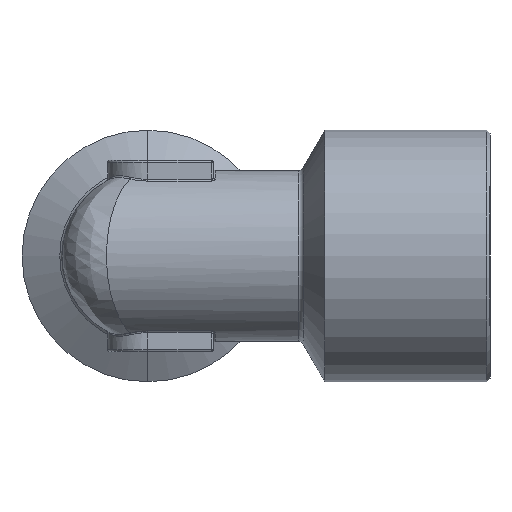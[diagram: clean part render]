
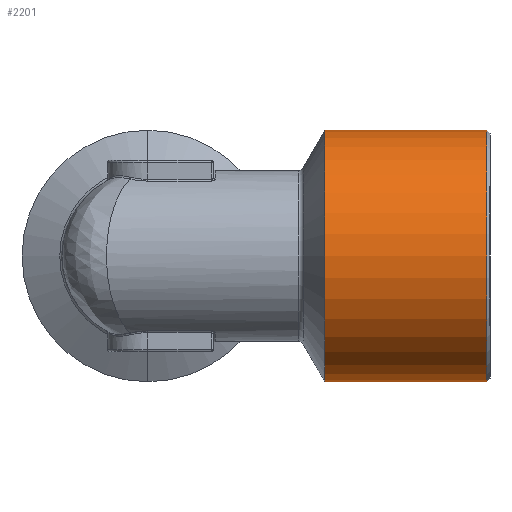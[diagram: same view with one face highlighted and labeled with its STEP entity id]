
A CAD part, left-side view. The second image highlights one B-rep face of the part: STEP entity #2201.
In plain terms, the highlighted cylindrical face has radius 12.5 mm (diameter 25 mm), a partial arc.
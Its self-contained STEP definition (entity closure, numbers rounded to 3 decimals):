
#67 = EDGE_CURVE ( 'NONE', #794, #793, #2754, .T. ) ;
#70 = EDGE_CURVE ( 'NONE', #798, #795, #2755, .T. ) ;
#506 = ORIENTED_EDGE ( 'NONE', *, *, #3803, .F. ) ;
#507 = ORIENTED_EDGE ( 'NONE', *, *, #67, .T. ) ;
#508 = ORIENTED_EDGE ( 'NONE', *, *, #3793, .T. ) ;
#509 = ORIENTED_EDGE ( 'NONE', *, *, #70, .T. ) ;
#793 = VERTEX_POINT ( 'NONE', #1888 ) ;
#794 = VERTEX_POINT ( 'NONE', #1887 ) ;
#795 = VERTEX_POINT ( 'NONE', #1886 ) ;
#798 = VERTEX_POINT ( 'NONE', #1883 ) ;
#1033 = EDGE_LOOP ( 'NONE', ( #506, #507, #508, #509 ) ) ;
#1213 = VECTOR ( 'NONE', #1479, 1000. ) ;
#1217 = VECTOR ( 'NONE', #1446, 1000. ) ;
#1437 = CARTESIAN_POINT ( 'NONE',  ( 0., 0., 12.5 ) ) ;
#1441 = LINE ( 'NONE', #1437, #1217 ) ;
#1446 = DIRECTION ( 'NONE',  ( 0., 1., 0. ) ) ;
#1463 = LINE ( 'NONE', #1478, #1213 ) ;
#1478 = CARTESIAN_POINT ( 'NONE',  ( 0., 0., -12.5 ) ) ;
#1479 = DIRECTION ( 'NONE',  ( 0., 1., 0. ) ) ;
#1883 = CARTESIAN_POINT ( 'NONE',  ( 0., -17.598, 12.5 ) ) ;
#1886 = CARTESIAN_POINT ( 'NONE',  ( 0., -17.598, -12.5 ) ) ;
#1887 = CARTESIAN_POINT ( 'NONE',  ( 0., -33.7, -12.5 ) ) ;
#1888 = CARTESIAN_POINT ( 'NONE',  ( 0., -33.7, 12.5 ) ) ;
#2201 = ADVANCED_FACE ( 'NONE', ( #2628 ), #2623, .T. ) ;
#2320 = AXIS2_PLACEMENT_3D ( 'NONE', #2626, #2630, #2622 ) ;
#2393 = DIRECTION ( 'NONE',  ( 1., 0., 0. ) ) ;
#2396 = DIRECTION ( 'NONE',  ( 0., -1., 0. ) ) ;
#2397 = CARTESIAN_POINT ( 'NONE',  ( 0., -17.598, 0. ) ) ;
#2410 = DIRECTION ( 'NONE',  ( 0., 0., 1. ) ) ;
#2413 = DIRECTION ( 'NONE',  ( 0., 1., 0. ) ) ;
#2414 = CARTESIAN_POINT ( 'NONE',  ( 0., -33.7, 0. ) ) ;
#2622 = DIRECTION ( 'NONE',  ( 0., 0., 1. ) ) ;
#2623 = CYLINDRICAL_SURFACE ( 'NONE', #2320, 12.5 ) ;
#2626 = CARTESIAN_POINT ( 'NONE',  ( 0., 0., 0. ) ) ;
#2628 = FACE_OUTER_BOUND ( 'NONE', #1033, .T. ) ;
#2630 = DIRECTION ( 'NONE',  ( 0., 1., 0. ) ) ;
#2754 = CIRCLE ( 'NONE', #2802, 12.5 ) ;
#2755 = CIRCLE ( 'NONE', #2805, 12.5 ) ;
#2802 = AXIS2_PLACEMENT_3D ( 'NONE', #2414, #2413, #2410 ) ;
#2805 = AXIS2_PLACEMENT_3D ( 'NONE', #2397, #2396, #2393 ) ;
#3793 = EDGE_CURVE ( 'NONE', #793, #798, #1441, .T. ) ;
#3803 = EDGE_CURVE ( 'NONE', #794, #795, #1463, .T. ) ;
